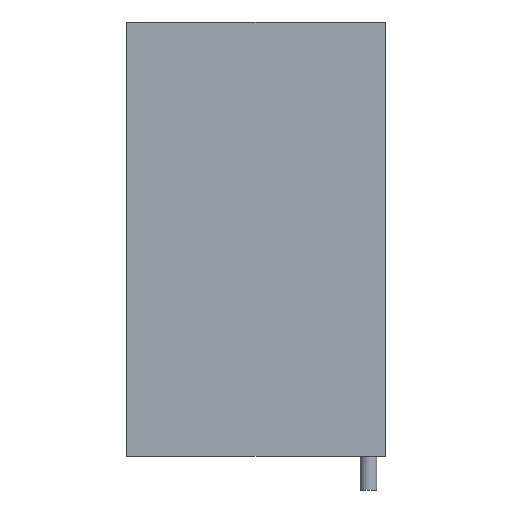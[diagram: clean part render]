
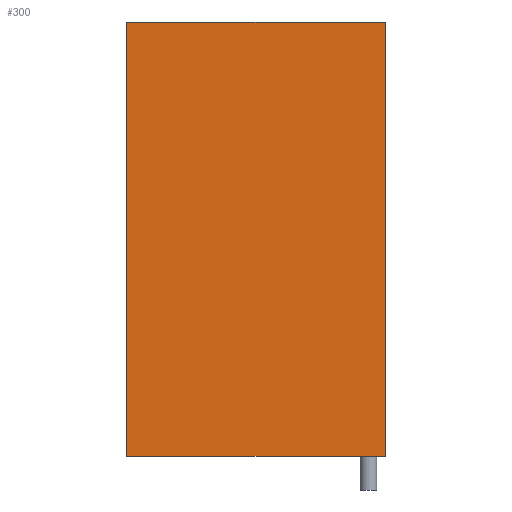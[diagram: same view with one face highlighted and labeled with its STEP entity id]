
A CAD part, front view. The second image highlights one B-rep face of the part: STEP entity #300.
In plain terms, the highlighted planar face has unit normal (0, -1, 0).
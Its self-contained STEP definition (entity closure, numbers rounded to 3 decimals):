
#12 = EDGE_CURVE ( 'NONE', #910, #844, #302, .T. ) ;
#43 = CARTESIAN_POINT ( 'NONE',  ( 0., 0., 193. ) ) ;
#65 = LINE ( 'NONE', #146, #747 ) ;
#146 = CARTESIAN_POINT ( 'NONE',  ( 0., 0., 193. ) ) ;
#201 = VERTEX_POINT ( 'NONE', #774 ) ;
#268 = DIRECTION ( 'NONE',  ( 1., 0., 0. ) ) ;
#300 = ADVANCED_FACE ( 'NONE', ( #443 ), #979, .F. ) ;
#302 = LINE ( 'NONE', #619, #893 ) ;
#348 = DIRECTION ( 'NONE',  ( 0., 0., -1. ) ) ;
#370 = VERTEX_POINT ( 'NONE', #590 ) ;
#443 = FACE_OUTER_BOUND ( 'NONE', #608, .T. ) ;
#476 = DIRECTION ( 'NONE',  ( 0., 0., 1. ) ) ;
#548 = DIRECTION ( 'NONE',  ( 0., 0., -1. ) ) ;
#587 = EDGE_CURVE ( 'NONE', #370, #844, #1065, .T. ) ;
#590 = CARTESIAN_POINT ( 'NONE',  ( 115., 0., 193. ) ) ;
#608 = EDGE_LOOP ( 'NONE', ( #860, #1132, #902, #737 ) ) ;
#619 = CARTESIAN_POINT ( 'NONE',  ( 0., 0., 0. ) ) ;
#642 = CARTESIAN_POINT ( 'NONE',  ( 0., 0., 0. ) ) ;
#652 = LINE ( 'NONE', #43, #780 ) ;
#664 = CARTESIAN_POINT ( 'NONE',  ( 0., 0., 193. ) ) ;
#722 = EDGE_CURVE ( 'NONE', #201, #910, #652, .T. ) ;
#737 = ORIENTED_EDGE ( 'NONE', *, *, #722, .T. ) ;
#747 = VECTOR ( 'NONE', #268, 1000. ) ;
#774 = CARTESIAN_POINT ( 'NONE',  ( 0., 0., 193. ) ) ;
#780 = VECTOR ( 'NONE', #548, 1000. ) ;
#844 = VERTEX_POINT ( 'NONE', #1329 ) ;
#860 = ORIENTED_EDGE ( 'NONE', *, *, #12, .T. ) ;
#893 = VECTOR ( 'NONE', #1035, 1000. ) ;
#902 = ORIENTED_EDGE ( 'NONE', *, *, #1079, .F. ) ;
#910 = VERTEX_POINT ( 'NONE', #642 ) ;
#963 = CARTESIAN_POINT ( 'NONE',  ( 115., 0., 193. ) ) ;
#979 = PLANE ( 'NONE',  #1309 ) ;
#1035 = DIRECTION ( 'NONE',  ( 1., 0., 0. ) ) ;
#1065 = LINE ( 'NONE', #963, #1259 ) ;
#1079 = EDGE_CURVE ( 'NONE', #201, #370, #65, .T. ) ;
#1080 = DIRECTION ( 'NONE',  ( 0., 1., 0. ) ) ;
#1132 = ORIENTED_EDGE ( 'NONE', *, *, #587, .F. ) ;
#1259 = VECTOR ( 'NONE', #348, 1000. ) ;
#1309 = AXIS2_PLACEMENT_3D ( 'NONE', #664, #1080, #476 ) ;
#1329 = CARTESIAN_POINT ( 'NONE',  ( 115., 0., 0. ) ) ;
